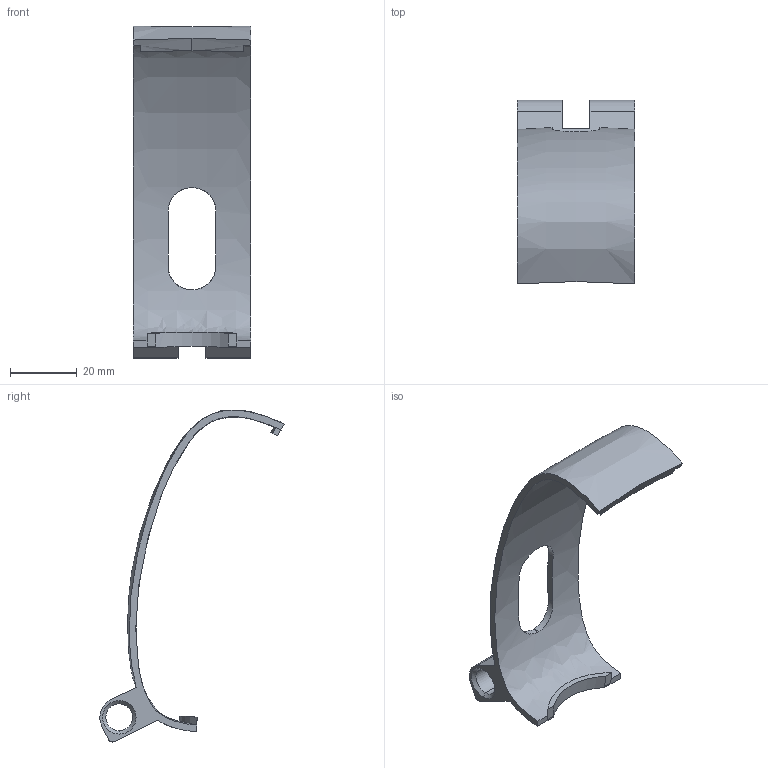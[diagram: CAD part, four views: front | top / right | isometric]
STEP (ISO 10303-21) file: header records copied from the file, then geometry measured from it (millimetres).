
FILE_DESCRIPTION (( 'STEP AP203' ), '1' );
FILE_NAME ('Quest_3.STEP', '2024-12-04T01:00:49', ( '' ), ( '' ), 'SwSTEP 2.0', 'SolidWorks 2024', '' );
FILE_SCHEMA (( 'CONFIG_CONTROL_DESIGN' ));
Length unit declared in the file: millimetre
Products named in the file (1): Quest_3
Bounding box: 35.22 x 55.2 x 99.5 mm (x, y, z)
Volume: 11750.8 mm3; surface area: 11280.2 mm2
Topology: 1 solids, 1 shells, 56 faces, 152 edges, 98 vertices
Faces by surface type: cylinder 22, plane 21, cone 8, bspline 5
Entity records: 4240 total; most frequent: CARTESIAN_POINT 2815, ORIENTED_EDGE 304, DIRECTION 246, EDGE_CURVE 152, VERTEX_POINT 98, AXIS2_PLACEMENT_3D 90, VECTOR 66, LINE 66
